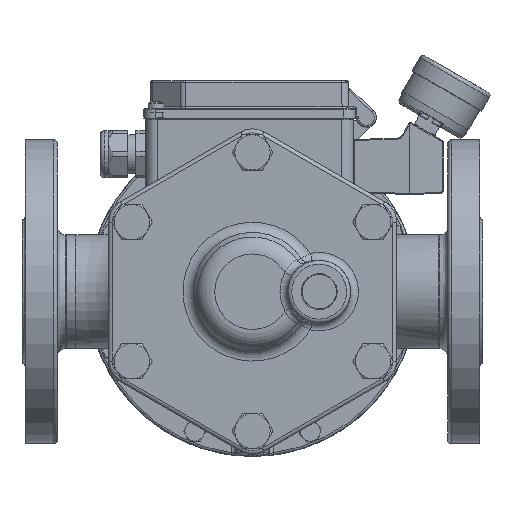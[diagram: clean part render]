
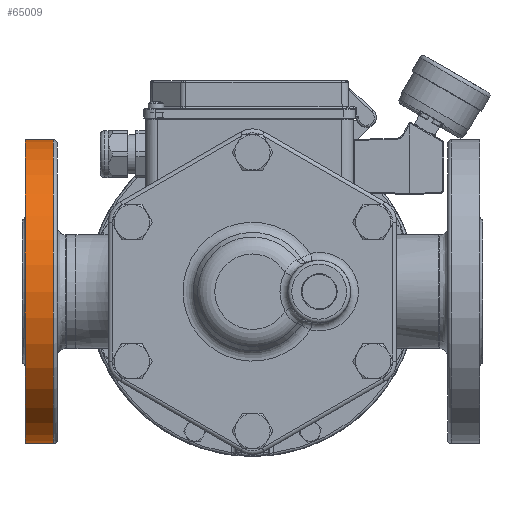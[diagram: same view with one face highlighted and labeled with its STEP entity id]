
A CAD part, front view. The second image highlights one B-rep face of the part: STEP entity #65009.
In plain terms, the highlighted cylindrical face has radius 77.5 mm (diameter 155 mm), a full revolution.
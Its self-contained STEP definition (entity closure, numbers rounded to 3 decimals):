
#2177=CIRCLE('',#69427,77.5);
#2178=CIRCLE('',#69428,77.5);
#2189=CIRCLE('',#69443,77.5);
#2190=CIRCLE('',#69444,77.5);
#4896=CYLINDRICAL_SURFACE('',#69442,77.5);
#8971=FACE_OUTER_BOUND('',#13041,.T.);
#13041=EDGE_LOOP('',(#46761,#46762,#46763,#46764,#46765,#46766));
#17361=LINE('',#110080,#21517);
#21517=VECTOR('',#78343,77.5);
#27851=VERTEX_POINT('',#109681);
#27852=VERTEX_POINT('',#109682);
#27865=VERTEX_POINT('',#110079);
#27866=VERTEX_POINT('',#110081);
#34821=EDGE_CURVE('',#27851,#27852,#2177,.T.);
#34822=EDGE_CURVE('',#27852,#27851,#2178,.T.);
#34841=EDGE_CURVE('',#27852,#27865,#17361,.T.);
#34842=EDGE_CURVE('',#27866,#27865,#2189,.T.);
#34843=EDGE_CURVE('',#27865,#27866,#2190,.T.);
#46761=ORIENTED_EDGE('',*,*,#34821,.T.);
#46762=ORIENTED_EDGE('',*,*,#34841,.T.);
#46763=ORIENTED_EDGE('',*,*,#34842,.F.);
#46764=ORIENTED_EDGE('',*,*,#34843,.F.);
#46765=ORIENTED_EDGE('',*,*,#34841,.F.);
#46766=ORIENTED_EDGE('',*,*,#34822,.T.);
#65009=ADVANCED_FACE('',(#8971),#4896,.T.);
#69427=AXIS2_PLACEMENT_3D('',#109683,#78309,#78310);
#69428=AXIS2_PLACEMENT_3D('',#109684,#78311,#78312);
#69442=AXIS2_PLACEMENT_3D('',#110078,#78341,#78342);
#69443=AXIS2_PLACEMENT_3D('',#110082,#78344,#78345);
#69444=AXIS2_PLACEMENT_3D('',#110083,#78346,#78347);
#78309=DIRECTION('center_axis',(1.,0.,0.));
#78310=DIRECTION('ref_axis',(0.,0.,1.));
#78311=DIRECTION('center_axis',(1.,0.,0.));
#78312=DIRECTION('ref_axis',(0.,0.,1.));
#78341=DIRECTION('center_axis',(-1.,0.,0.));
#78342=DIRECTION('ref_axis',(0.,0.,1.));
#78343=DIRECTION('',(1.,0.,0.));
#78344=DIRECTION('center_axis',(1.,0.,0.));
#78345=DIRECTION('ref_axis',(0.,0.,-1.));
#78346=DIRECTION('center_axis',(1.,0.,0.));
#78347=DIRECTION('ref_axis',(0.,0.,-1.));
#109681=CARTESIAN_POINT('',(-112.379,30.626,77.5));
#109682=CARTESIAN_POINT('',(-112.379,30.626,-77.5));
#109683=CARTESIAN_POINT('Origin',(-112.379,30.626,0.));
#109684=CARTESIAN_POINT('Origin',(-112.379,30.626,0.));
#110078=CARTESIAN_POINT('Origin',(-95.979,30.626,0.));
#110079=CARTESIAN_POINT('',(-97.979,30.626,-77.5));
#110080=CARTESIAN_POINT('',(-95.979,30.626,-77.5));
#110081=CARTESIAN_POINT('',(-97.979,30.626,77.5));
#110082=CARTESIAN_POINT('Origin',(-97.979,30.626,0.));
#110083=CARTESIAN_POINT('Origin',(-97.979,30.626,0.));
